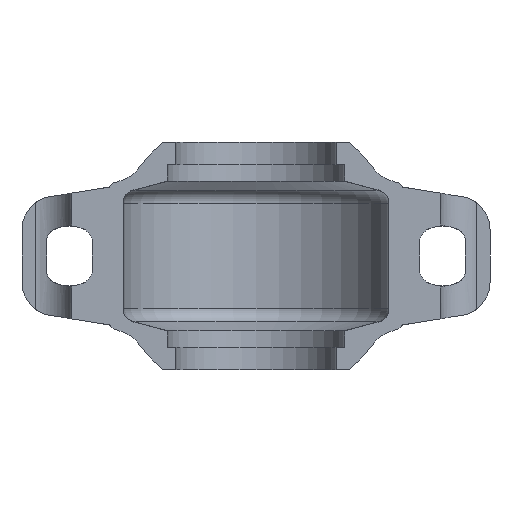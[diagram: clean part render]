
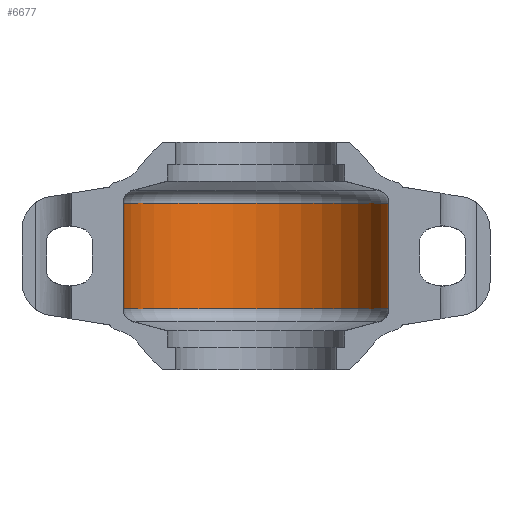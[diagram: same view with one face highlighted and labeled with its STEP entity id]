
A CAD part, front view. The second image highlights one B-rep face of the part: STEP entity #6677.
In plain terms, the highlighted cylindrical face has radius 25.27 mm (diameter 50.54 mm), a partial arc.
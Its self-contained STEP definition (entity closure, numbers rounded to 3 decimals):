
#929=FACE_OUTER_BOUND('',#1327,.T.);
#1327=EDGE_LOOP('',(#5782,#5783,#5784,#5785));
#1785=LINE('',#13156,#2249);
#1786=LINE('',#13280,#2250);
#2249=VECTOR('',#8270,20.061);
#2250=VECTOR('',#8287,20.061);
#2480=CIRCLE('',#7096,25.27);
#2481=CIRCLE('',#7098,25.27);
#3100=VERTEX_POINT('',#13138);
#3102=VERTEX_POINT('',#13152);
#3110=VERTEX_POINT('',#13270);
#3111=VERTEX_POINT('',#13278);
#4021=EDGE_CURVE('',#3100,#3102,#1785,.T.);
#4031=EDGE_CURVE('',#3110,#3102,#2480,.T.);
#4033=EDGE_CURVE('',#3111,#3100,#2481,.T.);
#4034=EDGE_CURVE('',#3110,#3111,#1786,.T.);
#5782=ORIENTED_EDGE('',*,*,#4021,.F.);
#5783=ORIENTED_EDGE('',*,*,#4033,.F.);
#5784=ORIENTED_EDGE('',*,*,#4034,.F.);
#5785=ORIENTED_EDGE('',*,*,#4031,.T.);
#6347=CYLINDRICAL_SURFACE('',#7097,25.27);
#6677=ADVANCED_FACE('',(#929),#6347,.F.);
#7096=AXIS2_PLACEMENT_3D('',#13271,#8281,#8282);
#7097=AXIS2_PLACEMENT_3D('',#13277,#8283,#8284);
#7098=AXIS2_PLACEMENT_3D('',#13279,#8285,#8286);
#8270=DIRECTION('',(0.,0.,-1.));
#8281=DIRECTION('center_axis',(0.,0.,-1.));
#8282=DIRECTION('ref_axis',(-1.,0.,0.));
#8283=DIRECTION('center_axis',(0.,0.,-1.));
#8284=DIRECTION('ref_axis',(-1.,0.,0.));
#8285=DIRECTION('center_axis',(0.,0.,-1.));
#8286=DIRECTION('ref_axis',(-1.,0.,0.));
#8287=DIRECTION('',(0.,0.,1.));
#13138=CARTESIAN_POINT('',(25.27,0.02,10.031));
#13152=CARTESIAN_POINT('',(25.27,0.02,-10.031));
#13156=CARTESIAN_POINT('',(25.27,0.02,0.));
#13270=CARTESIAN_POINT('',(-25.27,0.02,-10.031));
#13271=CARTESIAN_POINT('Origin',(0.,0.,
-10.031));
#13277=CARTESIAN_POINT('Origin',(0.,0.,0.));
#13278=CARTESIAN_POINT('',(-25.27,0.02,10.031));
#13279=CARTESIAN_POINT('Origin',(0.,0.,
10.031));
#13280=CARTESIAN_POINT('',(-25.27,0.02,0.));
